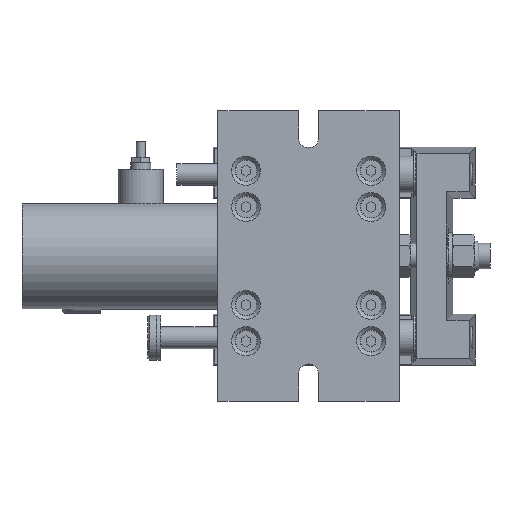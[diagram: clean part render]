
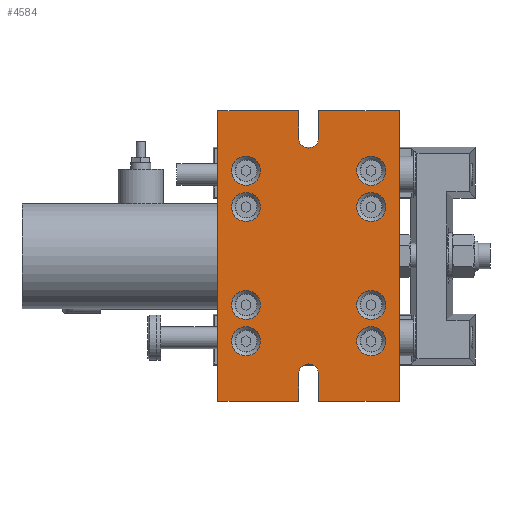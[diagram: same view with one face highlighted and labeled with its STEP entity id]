
A CAD part, top view. The second image highlights one B-rep face of the part: STEP entity #4584.
In plain terms, the highlighted planar face has unit normal (0, 0, 1).
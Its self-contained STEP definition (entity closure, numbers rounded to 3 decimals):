
#4584=ADVANCED_FACE('',(#9379,#9380,#9381,#9382,#9383,#9384,#9385,#9386,#9387),#9388,.T.);
#9379=FACE_BOUND('',#14974,.T.);
#9380=FACE_BOUND('',#14975,.T.);
#9381=FACE_BOUND('',#14976,.T.);
#9382=FACE_BOUND('',#14977,.T.);
#9383=FACE_BOUND('',#14978,.T.);
#9384=FACE_BOUND('',#14979,.T.);
#9385=FACE_BOUND('',#14980,.T.);
#9386=FACE_OUTER_BOUND('',#14981,.T.);
#9387=FACE_BOUND('',#14982,.T.);
#9388=PLANE('',#14983);
#14974=EDGE_LOOP('',(#24958));
#14975=EDGE_LOOP('',(#24959));
#14976=EDGE_LOOP('',(#24960));
#14977=EDGE_LOOP('',(#24961));
#14978=EDGE_LOOP('',(#24962));
#14979=EDGE_LOOP('',(#24963));
#14980=EDGE_LOOP('',(#24964));
#14981=EDGE_LOOP('',(#24965,#24966,#24967,#24968,#24969,#24970,#24971,#24972,#24973,#24974,#24975,#24976));
#14982=EDGE_LOOP('',(#24977));
#14983=AXIS2_PLACEMENT_3D('',#24978,#24979,#24980);
#24958=ORIENTED_EDGE('',*,*,#38262,.T.);
#24959=ORIENTED_EDGE('',*,*,#38263,.T.);
#24960=ORIENTED_EDGE('',*,*,#38264,.T.);
#24961=ORIENTED_EDGE('',*,*,#38265,.T.);
#24962=ORIENTED_EDGE('',*,*,#38266,.T.);
#24963=ORIENTED_EDGE('',*,*,#38267,.T.);
#24964=ORIENTED_EDGE('',*,*,#38268,.T.);
#24965=ORIENTED_EDGE('',*,*,#38269,.T.);
#24966=ORIENTED_EDGE('',*,*,#38270,.T.);
#24967=ORIENTED_EDGE('',*,*,#38271,.T.);
#24968=ORIENTED_EDGE('',*,*,#38272,.T.);
#24969=ORIENTED_EDGE('',*,*,#37211,.T.);
#24970=ORIENTED_EDGE('',*,*,#38273,.T.);
#24971=ORIENTED_EDGE('',*,*,#38274,.T.);
#24972=ORIENTED_EDGE('',*,*,#38275,.T.);
#24973=ORIENTED_EDGE('',*,*,#34677,.T.);
#24974=ORIENTED_EDGE('',*,*,#38088,.T.);
#24975=ORIENTED_EDGE('',*,*,#38276,.T.);
#24976=ORIENTED_EDGE('',*,*,#38277,.T.);
#24977=ORIENTED_EDGE('',*,*,#36635,.T.);
#24978=CARTESIAN_POINT('',(-75.,-19.444,27.278));
#24979=DIRECTION('',(0.,0.,1.));
#24980=DIRECTION('',(1.,0.,0.));
#34677=EDGE_CURVE('',#41112,#41110,#41113,.T.);
#36635=EDGE_CURVE('',#44533,#44533,#44534,.F.);
#37211=EDGE_CURVE('',#45427,#45431,#45433,.T.);
#38088=EDGE_CURVE('',#41110,#46777,#46779,.T.);
#38262=EDGE_CURVE('',#47032,#47032,#47033,.F.);
#38263=EDGE_CURVE('',#47034,#47034,#47035,.F.);
#38264=EDGE_CURVE('',#47036,#47036,#47037,.F.);
#38265=EDGE_CURVE('',#47038,#47038,#47039,.F.);
#38266=EDGE_CURVE('',#47040,#47040,#47041,.F.);
#38267=EDGE_CURVE('',#47042,#47042,#47043,.F.);
#38268=EDGE_CURVE('',#47044,#47044,#47045,.F.);
#38269=EDGE_CURVE('',#47046,#47047,#47048,.T.);
#38270=EDGE_CURVE('',#47047,#47049,#47050,.T.);
#38271=EDGE_CURVE('',#47049,#47051,#47052,.T.);
#38272=EDGE_CURVE('',#47051,#45427,#47053,.T.);
#38273=EDGE_CURVE('',#45431,#47054,#47055,.T.);
#38274=EDGE_CURVE('',#47054,#47056,#47057,.T.);
#38275=EDGE_CURVE('',#47056,#41112,#47058,.T.);
#38276=EDGE_CURVE('',#46777,#47059,#47060,.T.);
#38277=EDGE_CURVE('',#47059,#47046,#47061,.T.);
#41110=VERTEX_POINT('',#50645);
#41112=VERTEX_POINT('',#50648);
#41113=CIRCLE('',#50649,5.5);
#44533=VERTEX_POINT('',#55660);
#44534=CIRCLE('',#55661,8.);
#45427=VERTEX_POINT('',#56996);
#45431=VERTEX_POINT('',#57002);
#45433=LINE('',#57005,#57006);
#46777=VERTEX_POINT('',#59031);
#46779=LINE('',#59034,#59035);
#47032=VERTEX_POINT('',#59398);
#47033=CIRCLE('',#59399,8.);
#47034=VERTEX_POINT('',#59400);
#47035=CIRCLE('',#59401,8.);
#47036=VERTEX_POINT('',#59402);
#47037=CIRCLE('',#59403,8.);
#47038=VERTEX_POINT('',#59404);
#47039=CIRCLE('',#59405,8.);
#47040=VERTEX_POINT('',#59406);
#47041=CIRCLE('',#59407,8.);
#47042=VERTEX_POINT('',#59408);
#47043=CIRCLE('',#59409,8.);
#47044=VERTEX_POINT('',#59410);
#47045=CIRCLE('',#59411,8.);
#47046=VERTEX_POINT('',#59412);
#47047=VERTEX_POINT('',#59413);
#47048=LINE('',#59414,#59415);
#47049=VERTEX_POINT('',#59416);
#47050=LINE('',#59417,#59418);
#47051=VERTEX_POINT('',#59419);
#47052=CIRCLE('',#59420,5.5);
#47053=LINE('',#59421,#59422);
#47054=VERTEX_POINT('',#59423);
#47055=LINE('',#59424,#59425);
#47056=VERTEX_POINT('',#59426);
#47057=LINE('',#59427,#59428);
#47058=LINE('',#59429,#59430);
#47059=VERTEX_POINT('',#59431);
#47060=LINE('',#59432,#59433);
#47061=LINE('',#59434,#59435);
#50645=CARTESIAN_POINT('',(-19.5,-4.444,27.278));
#50648=CARTESIAN_POINT('',(-30.5,-4.444,27.278));
#50649=AXIS2_PLACEMENT_3D('',#64618,#64619,#64620);
#55660=CARTESIAN_POINT('',(-51.5,107.556,27.278));
#55661=AXIS2_PLACEMENT_3D('',#66417,#66418,#66419);
#56996=CARTESIAN_POINT('',(-30.5,140.556,27.278));
#57002=CARTESIAN_POINT('',(-75.,140.556,27.278));
#57005=CARTESIAN_POINT('',(25.,140.556,27.278));
#57006=VECTOR('',#66898,1.);
#59031=CARTESIAN_POINT('',(-19.5,-19.444,27.278));
#59034=CARTESIAN_POINT('',(-19.5,-4.444,27.278));
#59035=VECTOR('',#67629,1.);
#59398=CARTESIAN_POINT('',(-51.5,87.556,27.278));
#59399=AXIS2_PLACEMENT_3D('',#67784,#67785,#67786);
#59400=CARTESIAN_POINT('',(17.5,13.556,27.278));
#59401=AXIS2_PLACEMENT_3D('',#67787,#67788,#67789);
#59402=CARTESIAN_POINT('',(17.5,33.556,27.278));
#59403=AXIS2_PLACEMENT_3D('',#67790,#67791,#67792);
#59404=CARTESIAN_POINT('',(17.5,87.556,27.278));
#59405=AXIS2_PLACEMENT_3D('',#67793,#67794,#67795);
#59406=CARTESIAN_POINT('',(17.5,107.556,27.278));
#59407=AXIS2_PLACEMENT_3D('',#67796,#67797,#67798);
#59408=CARTESIAN_POINT('',(-51.5,13.556,27.278));
#59409=AXIS2_PLACEMENT_3D('',#67799,#67800,#67801);
#59410=CARTESIAN_POINT('',(-51.5,33.556,27.278));
#59411=AXIS2_PLACEMENT_3D('',#67802,#67803,#67804);
#59412=CARTESIAN_POINT('',(25.,140.556,27.278));
#59413=CARTESIAN_POINT('',(-19.5,140.556,27.278));
#59414=CARTESIAN_POINT('',(25.,140.556,27.278));
#59415=VECTOR('',#67805,1.);
#59416=CARTESIAN_POINT('',(-19.5,125.556,27.278));
#59417=CARTESIAN_POINT('',(-19.5,140.556,27.278));
#59418=VECTOR('',#67806,1.);
#59419=CARTESIAN_POINT('',(-30.5,125.556,27.278));
#59420=AXIS2_PLACEMENT_3D('',#67807,#67808,#67809);
#59421=CARTESIAN_POINT('',(-30.5,125.556,27.278));
#59422=VECTOR('',#67810,1.);
#59423=CARTESIAN_POINT('',(-75.,-19.444,27.278));
#59424=CARTESIAN_POINT('',(-75.,140.556,27.278));
#59425=VECTOR('',#67811,1.);
#59426=CARTESIAN_POINT('',(-30.5,-19.444,27.278));
#59427=CARTESIAN_POINT('',(-75.,-19.444,27.278));
#59428=VECTOR('',#67812,1.);
#59429=CARTESIAN_POINT('',(-30.5,-19.444,27.278));
#59430=VECTOR('',#67813,1.);
#59431=CARTESIAN_POINT('',(25.,-19.444,27.278));
#59432=CARTESIAN_POINT('',(-75.,-19.444,27.278));
#59433=VECTOR('',#67814,1.);
#59434=CARTESIAN_POINT('',(25.,-19.444,27.278));
#59435=VECTOR('',#67815,1.);
#64618=CARTESIAN_POINT('',(-25.,-4.444,27.278));
#64619=DIRECTION('',(0.,0.,-1.));
#64620=DIRECTION('',(1.,0.,0.));
#66417=CARTESIAN_POINT('',(-59.5,107.556,27.278));
#66418=DIRECTION('',(0.,0.,1.));
#66419=DIRECTION('',(1.,0.,0.));
#66898=DIRECTION('',(-1.,0.,0.));
#67629=DIRECTION('',(0.,-1.,0.));
#67784=CARTESIAN_POINT('',(-59.5,87.556,27.278));
#67785=DIRECTION('',(0.,0.,1.));
#67786=DIRECTION('',(1.,0.,0.));
#67787=CARTESIAN_POINT('',(9.5,13.556,27.278));
#67788=DIRECTION('',(0.,0.,1.));
#67789=DIRECTION('',(1.,0.,0.));
#67790=CARTESIAN_POINT('',(9.5,33.556,27.278));
#67791=DIRECTION('',(0.,0.,1.));
#67792=DIRECTION('',(1.,0.,0.));
#67793=CARTESIAN_POINT('',(9.5,87.556,27.278));
#67794=DIRECTION('',(0.,0.,1.));
#67795=DIRECTION('',(1.,0.,0.));
#67796=CARTESIAN_POINT('',(9.5,107.556,27.278));
#67797=DIRECTION('',(0.,0.,1.));
#67798=DIRECTION('',(1.,0.,0.));
#67799=CARTESIAN_POINT('',(-59.5,13.556,27.278));
#67800=DIRECTION('',(0.,0.,1.));
#67801=DIRECTION('',(1.,0.,0.));
#67802=CARTESIAN_POINT('',(-59.5,33.556,27.278));
#67803=DIRECTION('',(0.,0.,1.));
#67804=DIRECTION('',(1.,0.,0.));
#67805=DIRECTION('',(-1.,0.,0.));
#67806=DIRECTION('',(0.,-1.,0.));
#67807=CARTESIAN_POINT('',(-25.,125.556,27.278));
#67808=DIRECTION('',(0.,0.,-1.));
#67809=DIRECTION('',(1.,0.,0.));
#67810=DIRECTION('',(0.,1.,0.));
#67811=DIRECTION('',(0.,-1.,0.));
#67812=DIRECTION('',(1.,0.,0.));
#67813=DIRECTION('',(0.,1.,0.));
#67814=DIRECTION('',(1.,0.,0.));
#67815=DIRECTION('',(0.,1.,0.));
